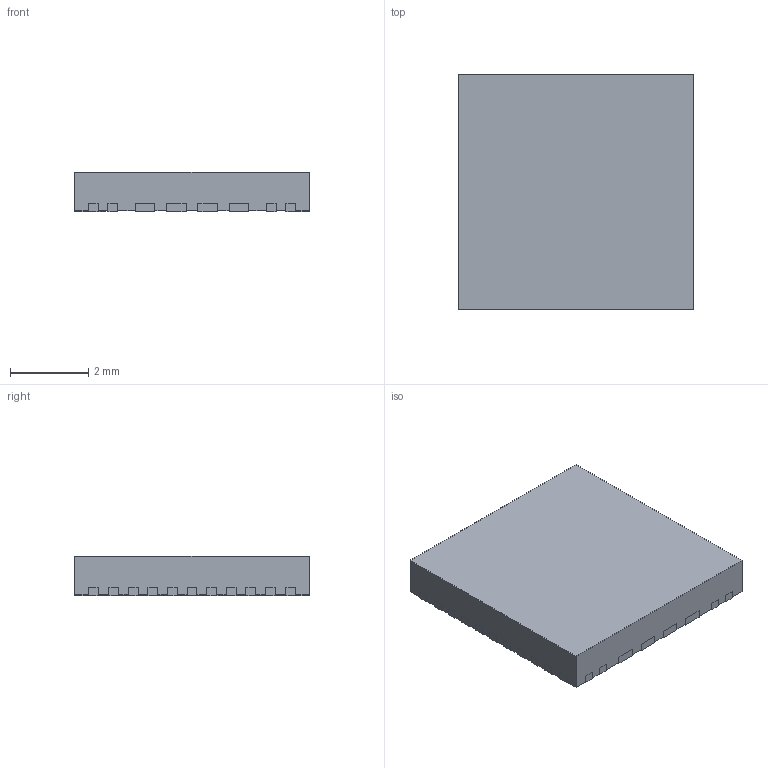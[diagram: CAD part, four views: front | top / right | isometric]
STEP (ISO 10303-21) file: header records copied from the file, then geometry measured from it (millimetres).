
FILE_DESCRIPTION((''),'2;1');
FILE_NAME('RSJ0032A_ASM','2017-05-08T',('a0412086'),(''),'CREO PARAMETRIC BY PTC INC, 2016050','CREO PARAMETRIC BY PTC INC, 2016050','');
FILE_SCHEMA(('AUTOMOTIVE_DESIGN { 1 0 10303 214 1 1 1 1 }'));
Length unit declared in the file: millimetre
Products named in the file (3): FRAME_RSJ0032A; BODY_RSJ0032A; RSJ0032A_ASM
Assembly tree (2 placements, depth 2):
  RSJ0032A_ASM
    FRAME_RSJ0032A
    BODY_RSJ0032A
Bounding box: 6 x 6 x 1 mm (x, y, z)
Volume: 35.5 mm3; surface area: 154.5 mm2
Topology: 33 solids, 33 shells, 348 faces, 846 edges, 564 vertices
Faces by surface type: plane 304, cylinder 44
Entity records: 13212 total; most frequent: CARTESIAN_POINT 1770, ORIENTED_EDGE 1692, DIRECTION 1640, PRESENTATION_STYLE_ASSIGNMENT 917, STYLED_ITEM 879, CURVE_STYLE 846, EDGE_CURVE 846, VECTOR 758
